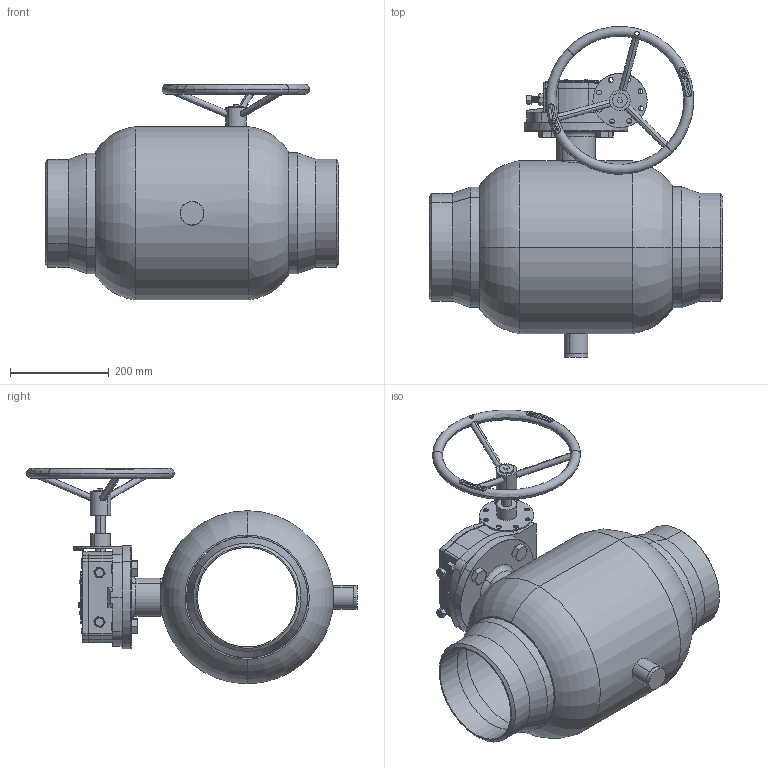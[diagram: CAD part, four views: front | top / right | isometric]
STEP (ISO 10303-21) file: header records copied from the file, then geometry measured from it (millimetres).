
FILE_DESCRIPTION (( 'STEP AP214' ), '1' );
FILE_NAME ('DN200通径蜗轮球阀.STEP', '2026-02-25T02:06:57', ( '' ), ( '' ), 'SwSTEP 2.0', 'SolidWorks 2022', '' );
FILE_SCHEMA (( 'AUTOMOTIVE_DESIGN' ));
Length unit declared in the file: millimetre
Products named in the file (28): WL250-11梓齪; hexagon head bolts-full thread gb77_GB_FASTENER_BOLT_STBAB A M20X40-N; WL250-15坶隅攫; WL250-14盓殤; WL250-7眊裔躇猾菜; WL250-6密封胶圈; WL250-2眊裔; WL250-16眊裔蹟佪; WL250-5癹弇結輸; Q250-23恘謫; WL250-9硌尨齪; WL250-10硌尨攫蹟佪; WL250-12蛁蚐郲; DN200籵噤恘謫⑩概; WL250-13蛁蚐簽; WL250-1眊极; Q61F-250-5粣杶; WL250-19縐銅; Q61F-250-1概极樓馱; WL200-18忒謫; WL250-21忒謫蹟佪; WL250-8癹弇蹟佪; Q61F-250-22狟揤裔; WL250-4恘裝; DN200籵噤-傻帤載蜊; WL250-17隅弇种; Q61F-250-19苤粣杶; WL250-3恘謫
Assembly tree (33 placements, depth 3):
  DN200籵噤恘謫⑩概
    Q61F-250-1概极樓馱
    Q61F-250-5粣杶
    Q61F-250-19苤粣杶
    Q61F-250-22狟揤裔
    DN200籵噤-傻帤載蜊  x2
    Q250-23恘謫
      WL250-1眊极
      WL250-3恘謫
      WL250-5癹弇結輸  x2
      WL250-4恘裝
      WL250-7眊裔躇猾菜
      WL250-6密封胶圈
      WL250-2眊裔
      WL250-8癹弇蹟佪  x2
      WL250-10硌尨攫蹟佪
      WL250-11梓齪
      WL250-12蛁蚐郲
      WL250-13蛁蚐簽
      WL250-15坶隅攫
      WL250-14盓殤
      WL250-9硌尨齪
      WL250-17隅弇种
      WL250-16眊裔蹟佪
      WL200-18忒謫
      WL250-19縐銅
      WL250-21忒謫蹟佪
    hexagon head bolts-full thread gb77_GB_FASTENER_BOLT_STBAB A M20X40-N  x4
Bounding box: 595 x 670.72 x 437.28 mm (x, y, z)
Volume: 10468315.3 mm3; surface area: 2123788.2 mm2
Topology: 42 solids, 42 shells, 1574 faces, 4001 edges, 2616 vertices
Faces by surface type: plane 700, cylinder 583, bspline 168, cone 91, torus 32
Entity records: 59130 total; most frequent: CARTESIAN_POINT 22773, ORIENTED_EDGE 7160, DIRECTION 6703, EDGE_CURVE 3580, VERTEX_POINT 2351, AXIS2_PLACEMENT_3D 2318, LINE 2067, VECTOR 2067
